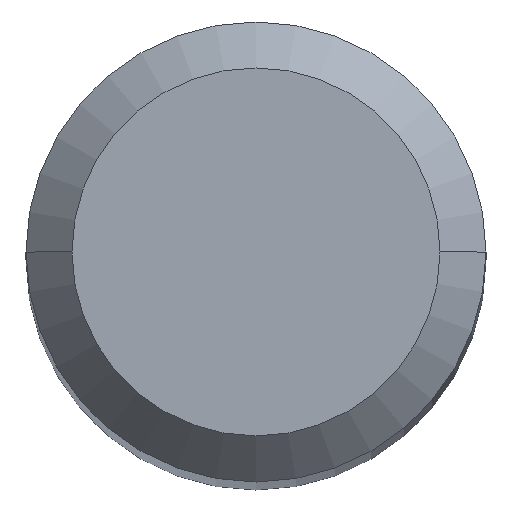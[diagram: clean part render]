
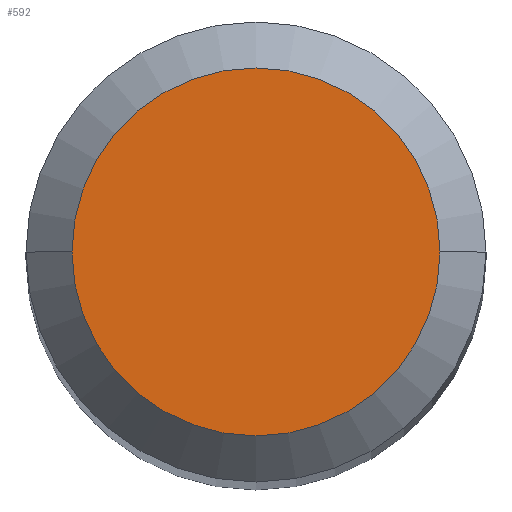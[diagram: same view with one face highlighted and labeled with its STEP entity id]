
A CAD part, top view. The second image highlights one B-rep face of the part: STEP entity #592.
In plain terms, the highlighted planar face has unit normal (0, 0, 1).
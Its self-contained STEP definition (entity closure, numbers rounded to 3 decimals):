
#81 = EDGE_CURVE ( 'NONE', #116, #194, #470, .T. ) ;
#116 = VERTEX_POINT ( 'NONE', #179 ) ;
#125 = CIRCLE ( 'NONE', #485, 1.2 ) ;
#179 = CARTESIAN_POINT ( 'NONE',  ( 1.2, 0., 38. ) ) ;
#185 = AXIS2_PLACEMENT_3D ( 'NONE', #202, #310, #432 ) ;
#194 = VERTEX_POINT ( 'NONE', #419 ) ;
#202 = CARTESIAN_POINT ( 'NONE',  ( 0., 0., 38. ) ) ;
#247 = PLANE ( 'NONE',  #185 ) ;
#310 = DIRECTION ( 'NONE',  ( 0., 0., -1. ) ) ;
#318 = FACE_OUTER_BOUND ( 'NONE', #433, .T. ) ;
#366 = DIRECTION ( 'NONE',  ( 0., 0., -1. ) ) ;
#408 = CARTESIAN_POINT ( 'NONE',  ( 0., 0., 38. ) ) ;
#414 = DIRECTION ( 'NONE',  ( 0., 0., -1. ) ) ;
#416 = ORIENTED_EDGE ( 'NONE', *, *, #618, .F. ) ;
#419 = CARTESIAN_POINT ( 'NONE',  ( -1.2, 0., 38. ) ) ;
#432 = DIRECTION ( 'NONE',  ( -1., 0., 0. ) ) ;
#433 = EDGE_LOOP ( 'NONE', ( #416, #698 ) ) ;
#470 = CIRCLE ( 'NONE', #572, 1.2 ) ;
#485 = AXIS2_PLACEMENT_3D ( 'NONE', #536, #366, #699 ) ;
#536 = CARTESIAN_POINT ( 'NONE',  ( 0., 0., 38. ) ) ;
#572 = AXIS2_PLACEMENT_3D ( 'NONE', #408, #414, #688 ) ;
#592 = ADVANCED_FACE ( 'NONE', ( #318 ), #247, .F. ) ;
#618 = EDGE_CURVE ( 'NONE', #194, #116, #125, .T. ) ;
#688 = DIRECTION ( 'NONE',  ( -1., 0., 0. ) ) ;
#698 = ORIENTED_EDGE ( 'NONE', *, *, #81, .F. ) ;
#699 = DIRECTION ( 'NONE',  ( -1., 0., 0. ) ) ;
